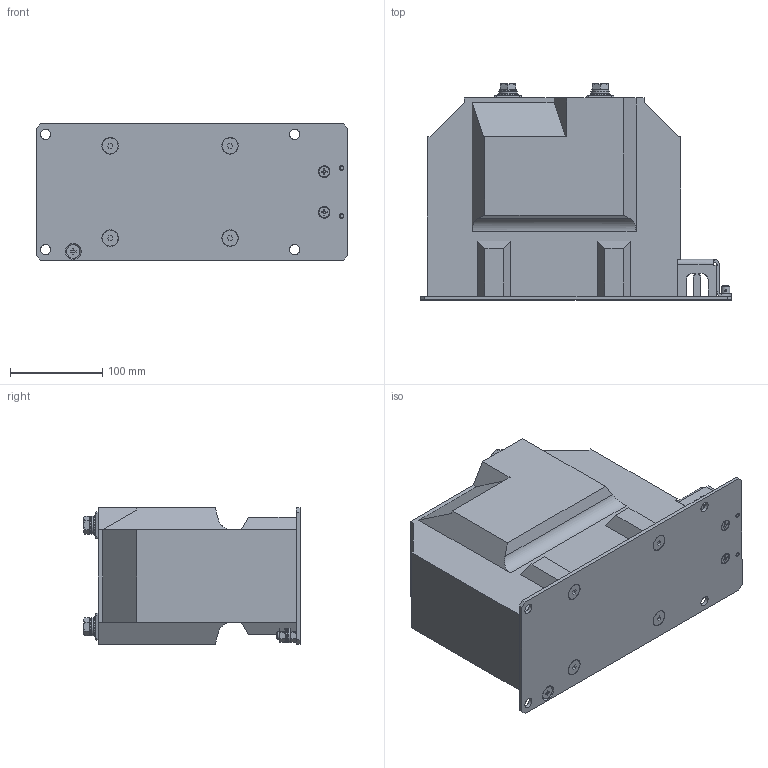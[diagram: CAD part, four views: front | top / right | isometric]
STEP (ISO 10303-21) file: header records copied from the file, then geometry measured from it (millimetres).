
FILE_DESCRIPTION (( 'STEP AP214' ), '1' );
FILE_NAME ('ÈÁËÒ.671213.052 Òðàíñôîðìàòîð íàïðÿæåíèÿ ÍÈÎË-ÑÒ-6(10).STEP', '2020-06-08T05:43:39', ( '' ), ( '' ), 'SwSTEP 2.0', 'SolidWorks 2014', '' );
FILE_SCHEMA (( 'AUTOMOTIVE_DESIGN' ));
Length unit declared in the file: millimetre
Products named in the file (1): ÈÁËÒ.671213.052 Òðàíñôîðìàòîð íàïðÿæåíèÿ ÍÈÎË-ÑÒ-6(10)
Bounding box: 337.5 x 234.91 x 148 mm (x, y, z)
Surface area: 337326 mm2 (no closed solid volume)
Topology: 0 solids, 140 shells, 734 faces, 5306 edges, 4691 vertices
Faces by surface type: plane 555, bspline 71, cylinder 60, cone 42, torus 6
Full cylindrical faces by diameter (mm): 2 x2, 4.2 x2, 5 x2, 8 x1, 9 x2, 11 x4, 11.3 x2, 14.5 x1, 16 x2, 20 x2, 22 x2
Entity records: 80214 total; most frequent: CARTESIAN_POINT 37640, ORIENTED_EDGE 6263, EDGE_CURVE 5261, DIRECTION 5080, VERTEX_POINT 4686, VECTOR 3246, LINE 3246, B_SPLINE_CURVE_WITH_KNOTS 1735
